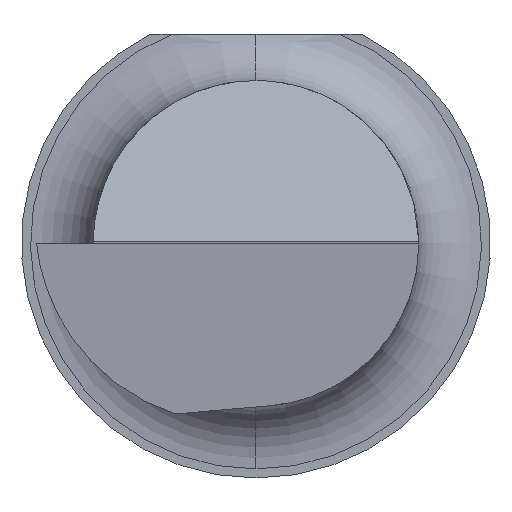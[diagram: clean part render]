
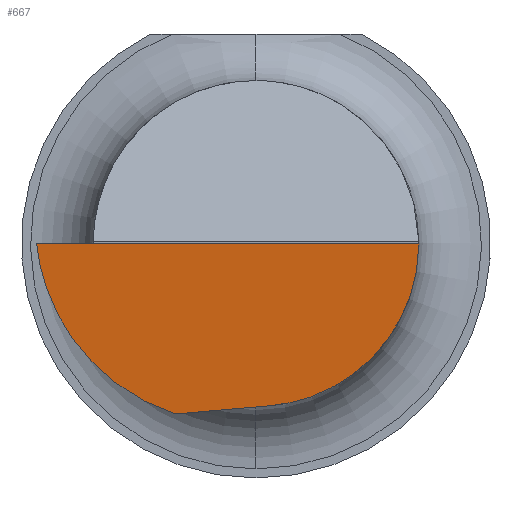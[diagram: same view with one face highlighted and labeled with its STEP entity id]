
A CAD part, left-side view. The second image highlights one B-rep face of the part: STEP entity #667.
In plain terms, the highlighted planar face has unit normal (-0.992, -0.035, -0.122).
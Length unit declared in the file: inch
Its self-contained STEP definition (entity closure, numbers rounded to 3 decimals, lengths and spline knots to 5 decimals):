
#33 = CARTESIAN_POINT ( 'NONE',  ( -1.99031, -0.06489, -0.03561 ) ) ;
#74 = CARTESIAN_POINT ( 'NONE',  ( -1.98879, -0.00567, -0.06475 ) ) ;
#80 = VECTOR ( 'NONE', #327, 39.37008 ) ;
#82 = PLANE ( 'NONE',  #192 ) ;
#99 = ORIENTED_EDGE ( 'NONE', *, *, #631, .F. ) ;
#100 = CARTESIAN_POINT ( 'NONE',  ( -1.93378, -0.06341, -0.49611 ) ) ;
#105 =( BOUNDED_CURVE ( )  B_SPLINE_CURVE ( 3, ( #275, #620, #388, #347 ),
 .UNSPECIFIED., .F., .F. ) 
 B_SPLINE_CURVE_WITH_KNOTS ( ( 4, 4 ),
 ( 4.0217, 5.17998 ),
 .UNSPECIFIED. ) 
 CURVE ( )  GEOMETRIC_REPRESENTATION_ITEM ( )  RATIONAL_B_SPLINE_CURVE ( ( 1., 0.891, 0.891, 1. ) ) 
 REPRESENTATION_ITEM ( '' )  );
#117 = CARTESIAN_POINT ( 'NONE',  ( -1.9865, -0.10077, -0.05643 ) ) ;
#120 = DIRECTION ( 'NONE',  ( -0.024, 0.996, -0.087 ) ) ;
#137 = ORIENTED_EDGE ( 'NONE', *, *, #424, .T. ) ;
#138 = CARTESIAN_POINT ( 'NONE',  ( -1.99999, 0.0876, 0. ) ) ;
#152 = LINE ( 'NONE', #100, #80 ) ;
#157 = VECTOR ( 'NONE', #251, 39.37008 ) ;
#172 = LINE ( 'NONE', #117, #240 ) ;
#192 = AXIS2_PLACEMENT_3D ( 'NONE', #306, #521, #629 ) ;
#240 = VECTOR ( 'NONE', #120, 39.37008 ) ;
#246 = CARTESIAN_POINT ( 'NONE',  ( -2., 0.08803, 0. ) ) ;
#251 = DIRECTION ( 'NONE',  ( 0.035, -0.999, 0. ) ) ;
#265 = VERTEX_POINT ( 'NONE', #475 ) ;
#275 = CARTESIAN_POINT ( 'NONE',  ( -1.98969, 0.03213, -0.06806 ) ) ;
#298 =( BOUNDED_CURVE ( )  B_SPLINE_CURVE ( 3, ( #525, #33, #363, #74 ),
 .UNSPECIFIED., .F., .F. ) 
 B_SPLINE_CURVE_WITH_KNOTS ( ( 4, 4 ),
 ( 4.99155, 6.47186 ),
 .UNSPECIFIED. ) 
 CURVE ( )  GEOMETRIC_REPRESENTATION_ITEM ( )  RATIONAL_B_SPLINE_CURVE ( ( 1., 0.826, 0.826, 1. ) ) 
 REPRESENTATION_ITEM ( '' )  );
#306 = CARTESIAN_POINT ( 'NONE',  ( -1.93909, 0.0896, -0.49627 ) ) ;
#323 = ORIENTED_EDGE ( 'NONE', *, *, #515, .F. ) ;
#327 = DIRECTION ( 'NONE',  ( -0.122, -0.003, 0.993 ) ) ;
#333 = EDGE_LOOP ( 'NONE', ( #422, #323, #99, #137, #540 ) ) ;
#347 = CARTESIAN_POINT ( 'NONE',  ( -1.99999, 0.0876, 0. ) ) ;
#363 = CARTESIAN_POINT ( 'NONE',  ( -1.98794, -0.04093, -0.06167 ) ) ;
#371 = VERTEX_POINT ( 'NONE', #536 ) ;
#388 = CARTESIAN_POINT ( 'NONE',  ( -1.99587, 0.08414, -0.03255 ) ) ;
#405 = FACE_OUTER_BOUND ( 'NONE', #333, .T. ) ;
#422 = ORIENTED_EDGE ( 'NONE', *, *, #548, .F. ) ;
#424 = EDGE_CURVE ( 'NONE', #371, #602, #152, .T. ) ;
#455 = LINE ( 'NONE', #246, #157 ) ;
#475 = CARTESIAN_POINT ( 'NONE',  ( -1.98969, 0.03213, -0.06806 ) ) ;
#496 = CARTESIAN_POINT ( 'NONE',  ( -1.98879, -0.00567, -0.06475 ) ) ;
#515 = EDGE_CURVE ( 'NONE', #554, #265, #172, .T. ) ;
#521 = DIRECTION ( 'NONE',  ( -0.992, -0.035, -0.122 ) ) ;
#525 = CARTESIAN_POINT ( 'NONE',  ( -1.99465, -0.065, -0.00021 ) ) ;
#536 = CARTESIAN_POINT ( 'NONE',  ( -1.99465, -0.065, -0.00021 ) ) ;
#540 = ORIENTED_EDGE ( 'NONE', *, *, #619, .F. ) ;
#548 = EDGE_CURVE ( 'NONE', #265, #655, #105, .T. ) ;
#554 = VERTEX_POINT ( 'NONE', #496 ) ;
#602 = VERTEX_POINT ( 'NONE', #641 ) ;
#619 = EDGE_CURVE ( 'NONE', #655, #602, #455, .T. ) ;
#620 = CARTESIAN_POINT ( 'NONE',  ( -1.99202, 0.06339, -0.05801 ) ) ;
#629 = DIRECTION ( 'NONE',  ( -0.122, 0., 0.993 ) ) ;
#631 = EDGE_CURVE ( 'NONE', #371, #554, #298, .T. ) ;
#641 = CARTESIAN_POINT ( 'NONE',  ( -1.99468, -0.065, 0. ) ) ;
#655 = VERTEX_POINT ( 'NONE', #138 ) ;
#667 = ADVANCED_FACE ( 'NONE', ( #405 ), #82, .T. ) ;
